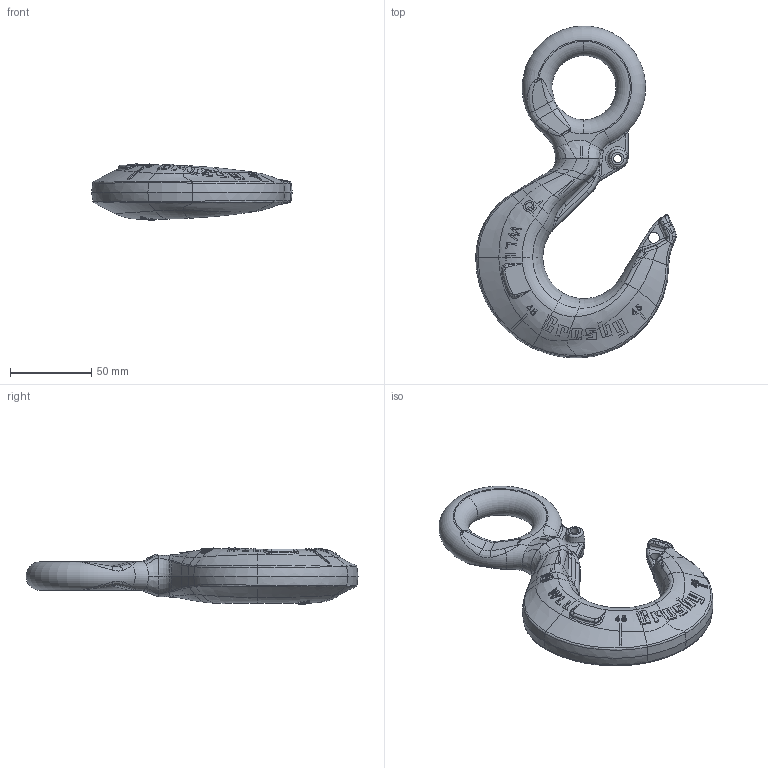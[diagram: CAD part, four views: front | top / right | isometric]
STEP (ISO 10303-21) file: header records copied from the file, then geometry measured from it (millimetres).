
FILE_DESCRIPTION((''),'2;1');
FILE_NAME('HK_320N_I_DWG_M','2007-04-25T',('ADoughty'),('The Crosby Group, Inc.'),'PRO/ENGINEER BY PARAMETRIC TECHNOLOGY CORPORATION, 2006080','PRO/ENGINEER BY PARAMETRIC TECHNOLOGY CORPORATION, 2006080','');
FILE_SCHEMA(('CONFIG_CONTROL_DESIGN'));
Length unit declared in the file: inch
Products named in the file (1): HK_320N_I_DWG_M
Bounding box: 123.77 x 204.81 x 34.8 mm (x, y, z)
Volume: 226100.5 mm3; surface area: 36003.9 mm2
Topology: 1 solids, 1 shells, 622 faces, 1543 edges, 934 vertices
Faces by surface type: bspline 344, plane 180, cylinder 48, torus 23, cone 15, extrusion 10, sphere 2
Entity records: 51893 total; most frequent: CARTESIAN_POINT 40275, ORIENTED_EDGE 3086, EDGE_CURVE 1543, DIRECTION 1311, B_SPLINE_CURVE_WITH_KNOTS 1043, VERTEX_POINT 934, EDGE_LOOP 639, FACE_OUTER_BOUND 622
